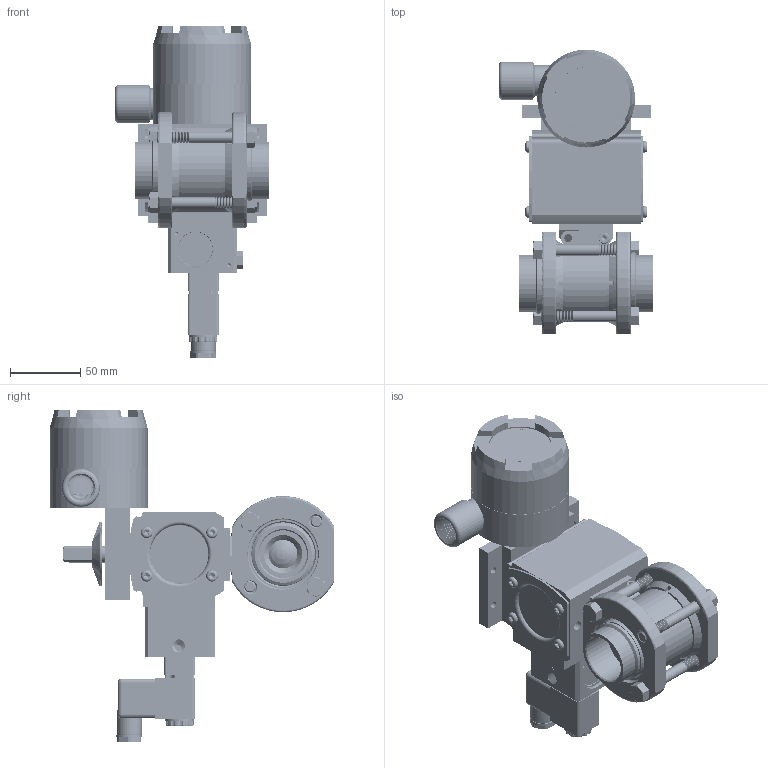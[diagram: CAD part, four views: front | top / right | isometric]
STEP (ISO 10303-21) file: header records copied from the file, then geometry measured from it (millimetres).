
FILE_DESCRIPTION (( 'STEP AP203' ), '1' );
FILE_NAME ('28XXSWSA512D4GPDSLS.step', '2018-09-05T13:29:16', ( '' ), ( '' ), 'SwSTEP 2.0', 'SolidWorks 2018', '' );
FILE_SCHEMA (( 'CONFIG_CONTROL_DESIGN' ));
Products named in the file (1): 28XXSWSA512D4GPDSLS
Bounding box: 109.49 x 201.99 x 235.74 mm (x, y, z)
Volume: 738121.7 mm3; surface area: 276852.8 mm2
Topology: 50 solids, 50 shells, 4578 faces, 11969 edges, 7458 vertices
Faces by surface type: cylinder 2011, cone 1422, plane 757, bspline 194, torus 188, sphere 6
Entity records: 213768 total; most frequent: CARTESIAN_POINT 104820, ORIENTED_EDGE 23582, DIRECTION 22962, EDGE_CURVE 11791, AXIS2_PLACEMENT_3D 9251, VERTEX_POINT 7454, EDGE_LOOP 4891, CIRCLE 4866
